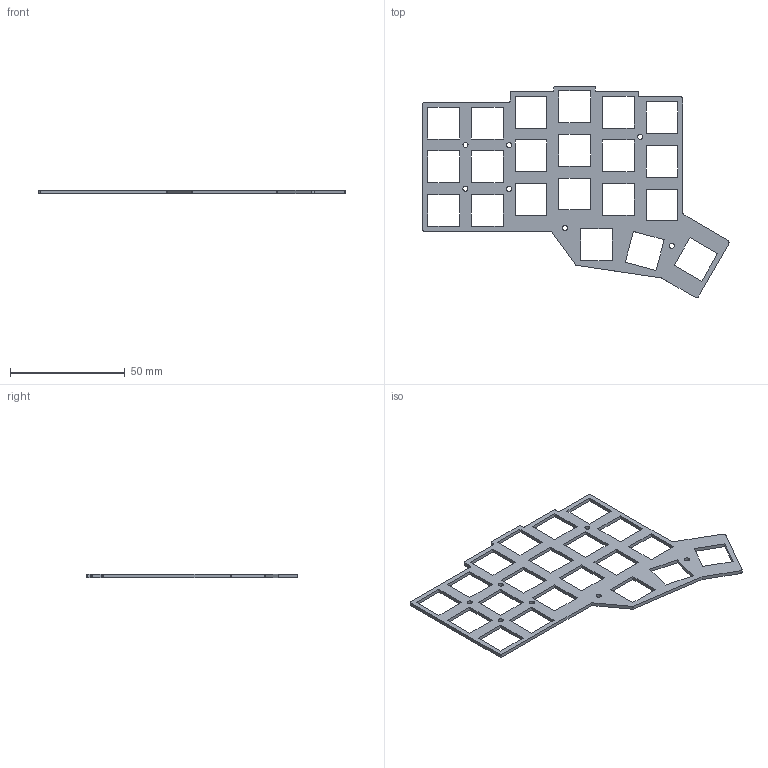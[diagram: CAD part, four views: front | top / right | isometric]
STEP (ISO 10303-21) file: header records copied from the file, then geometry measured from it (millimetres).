
FILE_DESCRIPTION(/* description */ (''),/* implementation_level */ '2;1');
FILE_NAME(/* name */ '5f1bd59159b2ff10dc9fda3e',/* time_stamp */ '2020-07-25T06:47:45+00:00',/* author */ (''),/* organization */ (''),/* preprocessor_version */ 'ST-DEVELOPER v16.7',/* originating_system */ $,/* authorisation */ $);
FILE_SCHEMA (('AUTOMOTIVE_DESIGN {1 0 10303 214 3 1 1}'));
Length unit declared in the file: metre
Products named in the file (1): Plate
Bounding box: 133.19 x 92.19 x 1.5 mm (x, y, z)
Volume: 6061 mm3; surface area: 10514.9 mm2
Topology: 1 solids, 1 shells, 129 faces, 381 edges, 254 vertices
Faces by surface type: plane 105, cylinder 24
Full cylindrical faces by diameter (mm): 2.2 x7
Entity records: 4370 total; most frequent: CARTESIAN_POINT 758, ORIENTED_EDGE 748, DIRECTION 682, EDGE_CURVE 374, LINE 326, VECTOR 326, VERTEX_POINT 254, EDGE_LOOP 192
